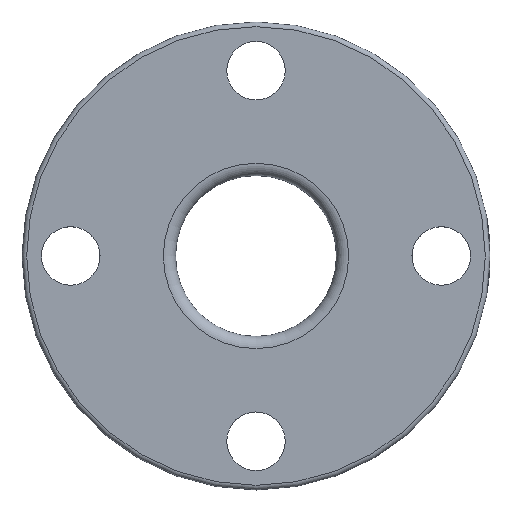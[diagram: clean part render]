
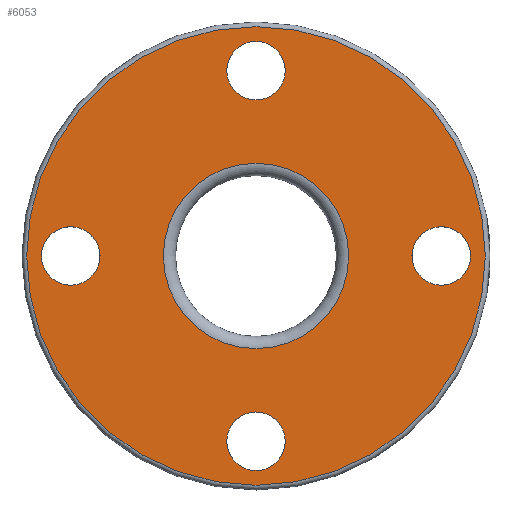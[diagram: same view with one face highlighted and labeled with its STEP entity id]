
A CAD part, top view. The second image highlights one B-rep face of the part: STEP entity #6053.
In plain terms, the highlighted planar face has unit normal (0, 0, 1).
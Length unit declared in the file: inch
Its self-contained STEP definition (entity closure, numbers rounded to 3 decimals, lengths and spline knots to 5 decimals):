
#65=FACE_BOUND('',#1073,.T.);
#66=FACE_BOUND('',#1074,.T.);
#67=FACE_BOUND('',#1075,.T.);
#68=FACE_BOUND('',#1076,.T.);
#69=FACE_BOUND('',#1077,.T.);
#70=FACE_BOUND('',#1078,.T.);
#374=PLANE('',#6337);
#1073=EDGE_LOOP('',(#5643));
#1074=EDGE_LOOP('',(#5644));
#1075=EDGE_LOOP('',(#5645));
#1076=EDGE_LOOP('',(#5646));
#1077=EDGE_LOOP('',(#5647));
#1078=EDGE_LOOP('',(#5648));
#1568=CIRCLE('',#6323,0.375);
#1570=CIRCLE('',#6326,0.375);
#1572=CIRCLE('',#6329,0.375);
#1574=CIRCLE('',#6332,0.375);
#1577=CIRCLE('',#6336,1.1875);
#1578=CIRCLE('',#6338,2.94);
#2963=VERTEX_POINT('',#14016);
#2965=VERTEX_POINT('',#14021);
#2967=VERTEX_POINT('',#14026);
#2969=VERTEX_POINT('',#14031);
#2972=VERTEX_POINT('',#14038);
#2973=VERTEX_POINT('',#14041);
#3860=EDGE_CURVE('',#2963,#2963,#1568,.T.);
#3862=EDGE_CURVE('',#2965,#2965,#1570,.T.);
#3864=EDGE_CURVE('',#2967,#2967,#1572,.T.);
#3866=EDGE_CURVE('',#2969,#2969,#1574,.T.);
#3869=EDGE_CURVE('',#2972,#2972,#1577,.T.);
#3870=EDGE_CURVE('',#2973,#2973,#1578,.T.);
#5643=ORIENTED_EDGE('',*,*,#3860,.T.);
#5644=ORIENTED_EDGE('',*,*,#3862,.T.);
#5645=ORIENTED_EDGE('',*,*,#3864,.T.);
#5646=ORIENTED_EDGE('',*,*,#3866,.T.);
#5647=ORIENTED_EDGE('',*,*,#3870,.F.);
#5648=ORIENTED_EDGE('',*,*,#3869,.F.);
#6053=ADVANCED_FACE('',(#65,#66,#67,#68,#69,#70),#374,.T.);
#6323=AXIS2_PLACEMENT_3D('',#14017,#7266,#7267);
#6326=AXIS2_PLACEMENT_3D('',#14022,#7272,#7273);
#6329=AXIS2_PLACEMENT_3D('',#14027,#7278,#7279);
#6332=AXIS2_PLACEMENT_3D('',#14032,#7284,#7285);
#6336=AXIS2_PLACEMENT_3D('',#14039,#7292,#7293);
#6337=AXIS2_PLACEMENT_3D('',#14040,#7294,#7295);
#6338=AXIS2_PLACEMENT_3D('',#14042,#7296,#7297);
#7266=DIRECTION('center_axis',(0.,0.,-1.));
#7267=DIRECTION('ref_axis',(0.,1.,0.));
#7272=DIRECTION('center_axis',(0.,0.,-1.));
#7273=DIRECTION('ref_axis',(1.,0.,0.));
#7278=DIRECTION('center_axis',(0.,0.,-1.));
#7279=DIRECTION('ref_axis',(0.,-1.,0.));
#7284=DIRECTION('center_axis',(0.,0.,-1.));
#7285=DIRECTION('ref_axis',(-1.,0.,0.));
#7292=DIRECTION('center_axis',(0.,0.,1.));
#7293=DIRECTION('ref_axis',(-1.,0.,0.));
#7294=DIRECTION('center_axis',(0.,0.,1.));
#7295=DIRECTION('ref_axis',(1.,0.,0.));
#7296=DIRECTION('center_axis',(0.,0.,-1.));
#7297=DIRECTION('ref_axis',(-1.,0.,0.));
#14016=CARTESIAN_POINT('',(2.375,-0.375,0.438));
#14017=CARTESIAN_POINT('Origin',(2.375,0.,0.438));
#14021=CARTESIAN_POINT('',(-0.375,-2.375,0.438));
#14022=CARTESIAN_POINT('Origin',(0.,-2.375,0.438));
#14026=CARTESIAN_POINT('',(-2.375,0.375,0.438));
#14027=CARTESIAN_POINT('Origin',(-2.375,0.,0.438));
#14031=CARTESIAN_POINT('',(0.375,2.375,0.438));
#14032=CARTESIAN_POINT('Origin',(0.,2.375,0.438));
#14038=CARTESIAN_POINT('',(1.1875,0.,0.438));
#14039=CARTESIAN_POINT('Origin',(0.,0.,0.438));
#14040=CARTESIAN_POINT('Origin',(0.,0.,
0.438));
#14041=CARTESIAN_POINT('',(2.94,0.,0.438));
#14042=CARTESIAN_POINT('Origin',(0.,0.,0.438));
